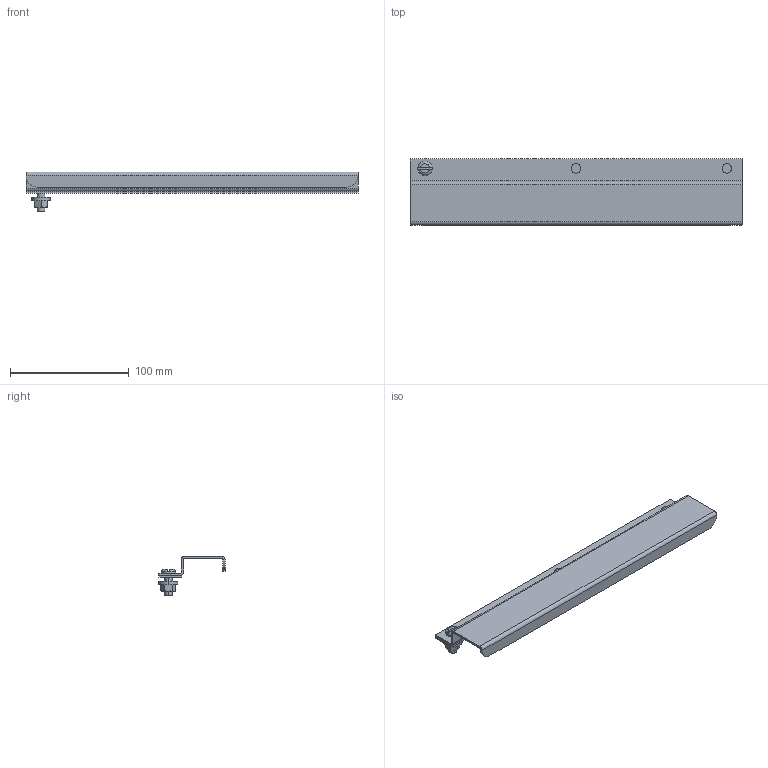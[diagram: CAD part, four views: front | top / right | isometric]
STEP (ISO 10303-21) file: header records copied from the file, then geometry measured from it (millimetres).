
FILE_DESCRIPTION (( 'STEP AP203' ), '1' );
FILE_NAME ('DK12LG_Default.step', '2019-10-31T16:43:41', ( '' ), ( '' ), 'SwSTEP 2.0', 'SolidWorks 2018', '' );
FILE_SCHEMA (( 'CONFIG_CONTROL_DESIGN' ));
Length unit declared in the file: inch
Products named in the file (1): DK12LG_Default
Bounding box: 279.4 x 55.58 x 33.58 mm (x, y, z)
Volume: 50173.1 mm3; surface area: 58308.4 mm2
Topology: 5 solids, 5 shells, 65 faces, 156 edges, 102 vertices
Faces by surface type: plane 35, cylinder 24, torus 4, bspline 2
Entity records: 2129 total; most frequent: CARTESIAN_POINT 504, DIRECTION 328, ORIENTED_EDGE 312, EDGE_CURVE 156, AXIS2_PLACEMENT_3D 126, VERTEX_POINT 102, VECTOR 76, LINE 76
